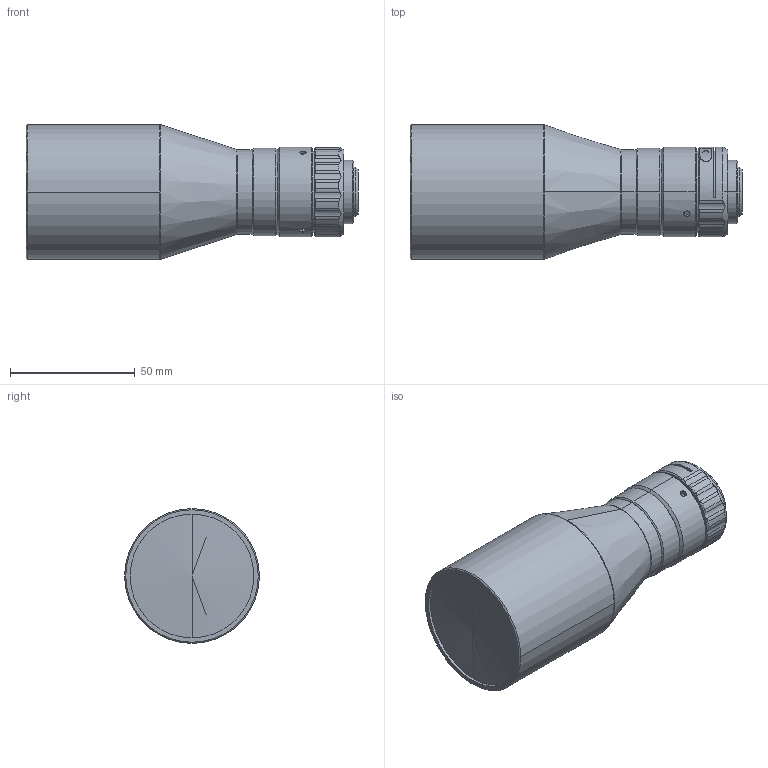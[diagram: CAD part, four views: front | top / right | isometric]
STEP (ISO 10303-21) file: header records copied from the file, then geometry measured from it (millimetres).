
FILE_DESCRIPTION (( 'STEP AP203' ), '1' );
FILE_NAME ('DTCM120-36-AL.STEP', '2017-06-19T07:53:02', ( 'frank' ), ( '' ), 'SwSTEP 2.0', 'SolidWorks 2012', '' );
FILE_SCHEMA (( 'CONFIG_CONTROL_DESIGN' ));
Length unit declared in the file: millimetre
Products named in the file (1): DTCM120-36-AL
Bounding box: 132.9 x 54 x 54 mm (x, y, z)
Volume: 212977.6 mm3; surface area: 22965.3 mm2
Topology: 1 solids, 1 shells, 129 faces, 325 edges, 202 vertices
Faces by surface type: cylinder 67, cone 39, plane 19, bspline 4
Entity records: 4438 total; most frequent: CARTESIAN_POINT 1372, ORIENTED_EDGE 638, DIRECTION 611, EDGE_CURVE 319, AXIS2_PLACEMENT_3D 247, VERTEX_POINT 202, EDGE_LOOP 141, FACE_OUTER_BOUND 129
